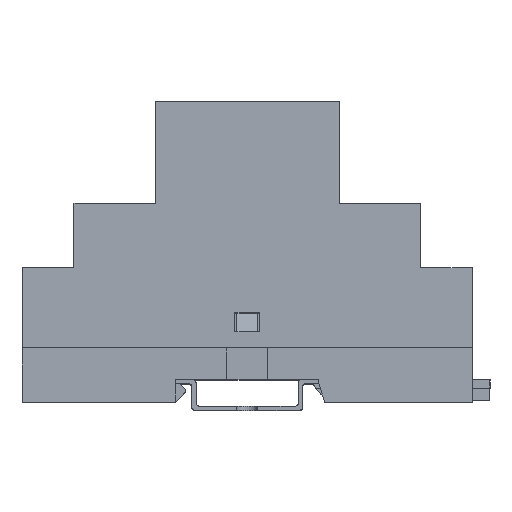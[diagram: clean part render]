
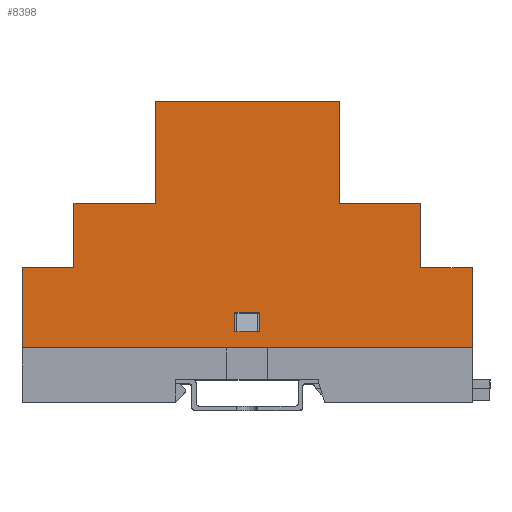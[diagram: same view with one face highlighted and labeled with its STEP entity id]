
A CAD part, top view. The second image highlights one B-rep face of the part: STEP entity #8398.
In plain terms, the highlighted face is planar.
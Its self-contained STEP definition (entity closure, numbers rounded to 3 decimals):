
#90 = DIRECTION ( 'NONE',  ( -1., 0., 0. ) ) ;
#579 = VECTOR ( 'NONE', #26235, 1000. ) ;
#1067 = CARTESIAN_POINT ( 'NONE',  ( 22.5, 60.3, -35. ) ) ;
#1434 = VERTEX_POINT ( 'NONE', #2620 ) ;
#2257 = CARTESIAN_POINT ( 'NONE',  ( -55., 19.6, -35. ) ) ;
#2365 = LINE ( 'NONE', #28834, #34529 ) ;
#2369 = CARTESIAN_POINT ( 'NONE',  ( 3., 4., -35. ) ) ;
#2602 = LINE ( 'NONE', #34826, #24238 ) ;
#2620 = CARTESIAN_POINT ( 'NONE',  ( 22.5, 35.3, -35. ) ) ;
#2677 = VECTOR ( 'NONE', #18818, 1000. ) ;
#2751 = DIRECTION ( 'NONE',  ( -1., 0., 0. ) ) ;
#2911 = CARTESIAN_POINT ( 'NONE',  ( -3., 4., -35. ) ) ;
#2917 = EDGE_CURVE ( 'NONE', #32842, #12503, #34855, .T. ) ;
#3030 = EDGE_LOOP ( 'NONE', ( #33179, #5061, #35084, #33047, #40353, #21316, #37804, #30364, #3625, #35930, #24891, #35798 ) ) ;
#3130 = VECTOR ( 'NONE', #90, 1000. ) ;
#3268 = EDGE_CURVE ( 'NONE', #44731, #42859, #28149, .T. ) ;
#3625 = ORIENTED_EDGE ( 'NONE', *, *, #44169, .F. ) ;
#4613 = CARTESIAN_POINT ( 'NONE',  ( -3., 8.7, -35. ) ) ;
#5061 = ORIENTED_EDGE ( 'NONE', *, *, #20728, .F. ) ;
#5092 = CARTESIAN_POINT ( 'NONE',  ( 55., 0., -35. ) ) ;
#5276 = EDGE_CURVE ( 'NONE', #5521, #19077, #6361, .T. ) ;
#5521 = VERTEX_POINT ( 'NONE', #2257 ) ;
#5986 = VECTOR ( 'NONE', #2751, 1000. ) ;
#6323 = VECTOR ( 'NONE', #27024, 1000. ) ;
#6361 = LINE ( 'NONE', #38087, #11951 ) ;
#6426 = DIRECTION ( 'NONE',  ( -1., 0., 0. ) ) ;
#6949 = ORIENTED_EDGE ( 'NONE', *, *, #2917, .F. ) ;
#8227 = VECTOR ( 'NONE', #26148, 1000. ) ;
#8398 = ADVANCED_FACE ( 'NONE', ( #33201, #28204 ), #9900, .F. ) ;
#8569 = CARTESIAN_POINT ( 'NONE',  ( 22.5, 60.3, -35. ) ) ;
#9042 = EDGE_CURVE ( 'NONE', #36964, #40298, #11911, .T. ) ;
#9409 = CARTESIAN_POINT ( 'NONE',  ( -3., 8.7, -35. ) ) ;
#9900 = PLANE ( 'NONE',  #13808 ) ;
#9904 = LINE ( 'NONE', #13987, #42579 ) ;
#10507 = CARTESIAN_POINT ( 'NONE',  ( -42.3, 19.6, -35. ) ) ;
#11532 = LINE ( 'NONE', #36951, #2677 ) ;
#11911 = LINE ( 'NONE', #31174, #6323 ) ;
#11951 = VECTOR ( 'NONE', #45223, 1000. ) ;
#12000 = VECTOR ( 'NONE', #19018, 1000. ) ;
#12404 = CARTESIAN_POINT ( 'NONE',  ( -42.3, 19.6, -35. ) ) ;
#12503 = VERTEX_POINT ( 'NONE', #9409 ) ;
#12576 = EDGE_CURVE ( 'NONE', #31658, #5521, #15445, .T. ) ;
#13027 = ORIENTED_EDGE ( 'NONE', *, *, #16895, .F. ) ;
#13779 = CARTESIAN_POINT ( 'NONE',  ( 22.5, 60.3, -35. ) ) ;
#13808 = AXIS2_PLACEMENT_3D ( 'NONE', #27981, #21030, #31231 ) ;
#13987 = CARTESIAN_POINT ( 'NONE',  ( -55., 0., -35. ) ) ;
#14427 = CARTESIAN_POINT ( 'NONE',  ( -55., 0., -35. ) ) ;
#14531 = CARTESIAN_POINT ( 'NONE',  ( -22.5, 35.3, -35. ) ) ;
#15445 = LINE ( 'NONE', #10507, #5986 ) ;
#15450 = VECTOR ( 'NONE', #19237, 1000. ) ;
#15702 = CARTESIAN_POINT ( 'NONE',  ( 42.3, 19.6, -35. ) ) ;
#15957 = EDGE_CURVE ( 'NONE', #36964, #28778, #30477, .T. ) ;
#16580 = CARTESIAN_POINT ( 'NONE',  ( -42.3, 35.3, -35. ) ) ;
#16895 = EDGE_CURVE ( 'NONE', #12503, #44731, #11532, .T. ) ;
#18496 = EDGE_CURVE ( 'NONE', #29469, #1434, #40306, .T. ) ;
#18596 = EDGE_LOOP ( 'NONE', ( #13027, #6949, #22553, #24614 ) ) ;
#18818 = DIRECTION ( 'NONE',  ( 1., 0., 0. ) ) ;
#19018 = DIRECTION ( 'NONE',  ( -1., 0., 0. ) ) ;
#19046 = CARTESIAN_POINT ( 'NONE',  ( -22.5, 60.3, -35. ) ) ;
#19077 = VERTEX_POINT ( 'NONE', #14427 ) ;
#19237 = DIRECTION ( 'NONE',  ( 0., 1., 0. ) ) ;
#19613 = EDGE_CURVE ( 'NONE', #32861, #40676, #44654, .T. ) ;
#20728 = EDGE_CURVE ( 'NONE', #28778, #29469, #2365, .T. ) ;
#21030 = DIRECTION ( 'NONE',  ( 0., 0., 1. ) ) ;
#21316 = ORIENTED_EDGE ( 'NONE', *, *, #5276, .F. ) ;
#21614 = CARTESIAN_POINT ( 'NONE',  ( -55., 35.3, -35. ) ) ;
#22283 = DIRECTION ( 'NONE',  ( 0., -1., 0. ) ) ;
#22553 = ORIENTED_EDGE ( 'NONE', *, *, #22744, .F. ) ;
#22744 = EDGE_CURVE ( 'NONE', #42859, #32842, #29366, .T. ) ;
#22920 = VERTEX_POINT ( 'NONE', #13779 ) ;
#24165 = CARTESIAN_POINT ( 'NONE',  ( 3., 4., -35. ) ) ;
#24238 = VECTOR ( 'NONE', #6426, 1000. ) ;
#24424 = EDGE_CURVE ( 'NONE', #31658, #40417, #44860, .T. ) ;
#24436 = VECTOR ( 'NONE', #39573, 1000. ) ;
#24614 = ORIENTED_EDGE ( 'NONE', *, *, #3268, .F. ) ;
#24681 = DIRECTION ( 'NONE',  ( -1., 0., 0. ) ) ;
#24891 = ORIENTED_EDGE ( 'NONE', *, *, #35629, .F. ) ;
#25025 = CARTESIAN_POINT ( 'NONE',  ( 3., 8.7, -35. ) ) ;
#26039 = VECTOR ( 'NONE', #30627, 1000. ) ;
#26148 = DIRECTION ( 'NONE',  ( 0., 1., 0. ) ) ;
#26235 = DIRECTION ( 'NONE',  ( 0., -1., 0. ) ) ;
#26925 = CARTESIAN_POINT ( 'NONE',  ( 42.3, 35.3, -35. ) ) ;
#27024 = DIRECTION ( 'NONE',  ( 0., -1., 0. ) ) ;
#27981 = CARTESIAN_POINT ( 'NONE',  ( -55., 35.3, -35. ) ) ;
#28149 = LINE ( 'NONE', #25025, #42619 ) ;
#28204 = FACE_OUTER_BOUND ( 'NONE', #3030, .T. ) ;
#28519 = CARTESIAN_POINT ( 'NONE',  ( 55., 19.6, -35. ) ) ;
#28778 = VERTEX_POINT ( 'NONE', #15702 ) ;
#28834 = CARTESIAN_POINT ( 'NONE',  ( 42.3, 19.6, -35. ) ) ;
#29366 = LINE ( 'NONE', #24165, #26039 ) ;
#29469 = VERTEX_POINT ( 'NONE', #26925 ) ;
#30364 = ORIENTED_EDGE ( 'NONE', *, *, #24424, .T. ) ;
#30477 = LINE ( 'NONE', #28519, #24436 ) ;
#30627 = DIRECTION ( 'NONE',  ( -1., 0., 0. ) ) ;
#31174 = CARTESIAN_POINT ( 'NONE',  ( 55., 35.3, -35. ) ) ;
#31231 = DIRECTION ( 'NONE',  ( 1., 0., 0. ) ) ;
#31580 = LINE ( 'NONE', #8569, #579 ) ;
#31658 = VERTEX_POINT ( 'NONE', #35433 ) ;
#32105 = CARTESIAN_POINT ( 'NONE',  ( 55., 19.6, -35. ) ) ;
#32842 = VERTEX_POINT ( 'NONE', #2911 ) ;
#32861 = VERTEX_POINT ( 'NONE', #45874 ) ;
#33047 = ORIENTED_EDGE ( 'NONE', *, *, #9042, .T. ) ;
#33179 = ORIENTED_EDGE ( 'NONE', *, *, #18496, .F. ) ;
#33201 = FACE_BOUND ( 'NONE', #18596, .T. ) ;
#34529 = VECTOR ( 'NONE', #36475, 1000. ) ;
#34826 = CARTESIAN_POINT ( 'NONE',  ( -55., 35.3, -35. ) ) ;
#34855 = LINE ( 'NONE', #4613, #8227 ) ;
#35084 = ORIENTED_EDGE ( 'NONE', *, *, #15957, .F. ) ;
#35433 = CARTESIAN_POINT ( 'NONE',  ( -42.3, 19.6, -35. ) ) ;
#35629 = EDGE_CURVE ( 'NONE', #22920, #32861, #40372, .T. ) ;
#35798 = ORIENTED_EDGE ( 'NONE', *, *, #42796, .T. ) ;
#35930 = ORIENTED_EDGE ( 'NONE', *, *, #19613, .F. ) ;
#36475 = DIRECTION ( 'NONE',  ( 0., 1., 0. ) ) ;
#36951 = CARTESIAN_POINT ( 'NONE',  ( 3., 8.7, -35. ) ) ;
#36964 = VERTEX_POINT ( 'NONE', #32105 ) ;
#37804 = ORIENTED_EDGE ( 'NONE', *, *, #12576, .F. ) ;
#38087 = CARTESIAN_POINT ( 'NONE',  ( -55., 35.3, -35. ) ) ;
#38730 = EDGE_CURVE ( 'NONE', #40298, #19077, #9904, .T. ) ;
#39346 = DIRECTION ( 'NONE',  ( 0., -1., 0. ) ) ;
#39573 = DIRECTION ( 'NONE',  ( -1., 0., 0. ) ) ;
#40298 = VERTEX_POINT ( 'NONE', #5092 ) ;
#40306 = LINE ( 'NONE', #21614, #3130 ) ;
#40353 = ORIENTED_EDGE ( 'NONE', *, *, #38730, .T. ) ;
#40372 = LINE ( 'NONE', #1067, #12000 ) ;
#40417 = VERTEX_POINT ( 'NONE', #16580 ) ;
#40676 = VERTEX_POINT ( 'NONE', #14531 ) ;
#41318 = VECTOR ( 'NONE', #22283, 1000. ) ;
#42579 = VECTOR ( 'NONE', #24681, 1000. ) ;
#42619 = VECTOR ( 'NONE', #39346, 1000. ) ;
#42796 = EDGE_CURVE ( 'NONE', #22920, #1434, #31580, .T. ) ;
#42859 = VERTEX_POINT ( 'NONE', #2369 ) ;
#44169 = EDGE_CURVE ( 'NONE', #40676, #40417, #2602, .T. ) ;
#44654 = LINE ( 'NONE', #19046, #41318 ) ;
#44731 = VERTEX_POINT ( 'NONE', #45635 ) ;
#44860 = LINE ( 'NONE', #12404, #15450 ) ;
#45223 = DIRECTION ( 'NONE',  ( 0., -1., 0. ) ) ;
#45635 = CARTESIAN_POINT ( 'NONE',  ( 3., 8.7, -35. ) ) ;
#45874 = CARTESIAN_POINT ( 'NONE',  ( -22.5, 60.3, -35. ) ) ;
